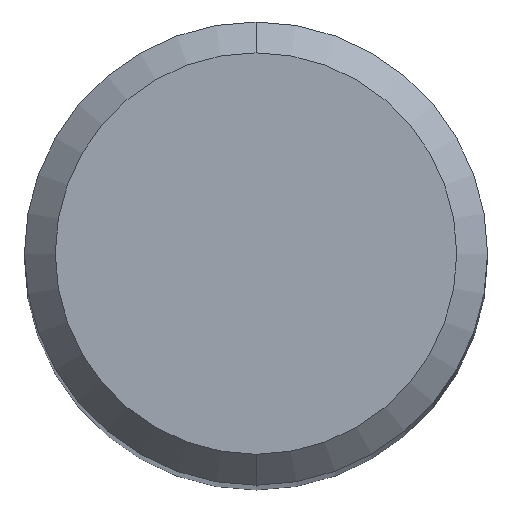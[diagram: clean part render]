
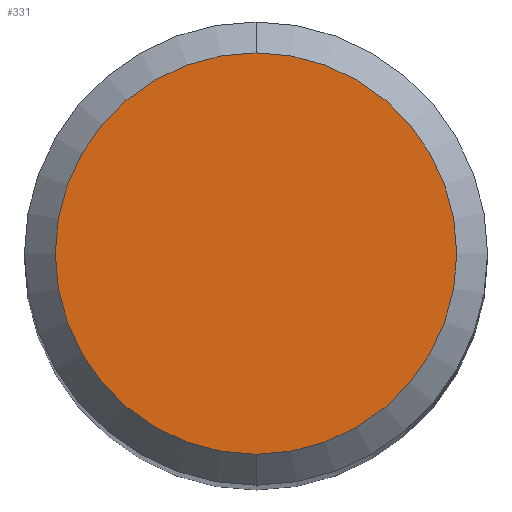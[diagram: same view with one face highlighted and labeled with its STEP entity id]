
A CAD part, top view. The second image highlights one B-rep face of the part: STEP entity #331.
In plain terms, the highlighted planar face has unit normal (0, 0, 1).
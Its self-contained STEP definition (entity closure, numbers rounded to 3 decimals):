
#239=VERTEX_POINT('',#527);
#289=VERTEX_POINT('',#580);
#331=ADVANCED_FACE('',(#623),#624,.T.);
#367=EDGE_CURVE('',#239,#289,#665,.T.);
#409=EDGE_CURVE('',#289,#239,#711,.T.);
#527=CARTESIAN_POINT('',(0.0,2.6,0.0));
#580=CARTESIAN_POINT('',(0.,-2.6,0.0));
#623=FACE_OUTER_BOUND('',#1102,.T.);
#624=PLANE('',#1103);
#665=CIRCLE('',#1188,2.6);
#711=CIRCLE('',#1276,2.6);
#1102=EDGE_LOOP('',(#1508,#1509));
#1103=AXIS2_PLACEMENT_3D('',#1510,#1511,#1512);
#1188=AXIS2_PLACEMENT_3D('',#1566,#1567,#1568);
#1276=AXIS2_PLACEMENT_3D('',#1621,#1622,#1623);
#1508=ORIENTED_EDGE('',*,*,#367,.F.);
#1509=ORIENTED_EDGE('',*,*,#409,.F.);
#1510=CARTESIAN_POINT('',(0.0,1.3,0.0));
#1511=DIRECTION('',(-0.0,0.0,1.0));
#1512=DIRECTION('',(0.0,-1.0,0.0));
#1566=CARTESIAN_POINT('',(0.0,0.0,0.0));
#1567=DIRECTION('',(0.0,0.0,-1.0));
#1568=DIRECTION('',(0.0,1.0,0.0));
#1621=CARTESIAN_POINT('',(0.0,0.0,0.0));
#1622=DIRECTION('',(0.0,0.0,-1.0));
#1623=DIRECTION('',(0.0,1.0,0.0));
